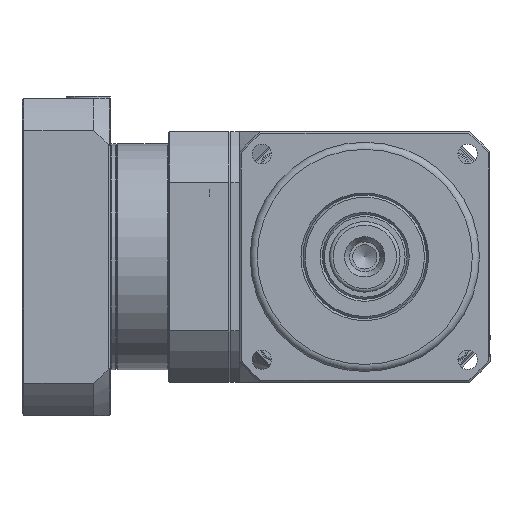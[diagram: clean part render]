
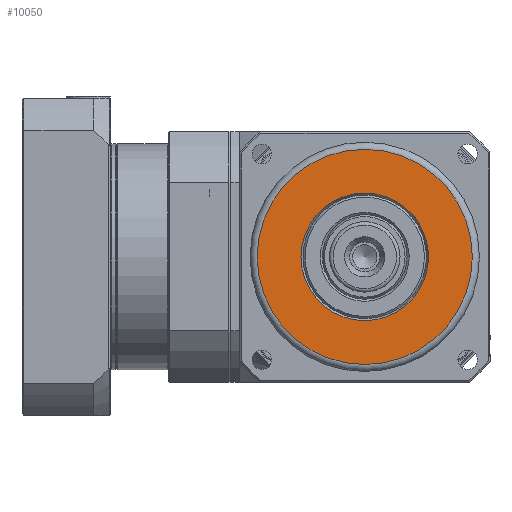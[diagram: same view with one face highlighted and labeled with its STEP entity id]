
A CAD part, left-side view. The second image highlights one B-rep face of the part: STEP entity #10050.
In plain terms, the highlighted planar face has unit normal (-1, 0, 0).
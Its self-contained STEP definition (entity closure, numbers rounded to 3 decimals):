
#1597=PLANE('',#11086);
#1926=FACE_BOUND('',#3273,.T.);
#2434=FACE_OUTER_BOUND('',#3272,.T.);
#3272=EDGE_LOOP('',(#7871));
#3273=EDGE_LOOP('',(#7872));
#4082=CIRCLE('',#11085,61.);
#4083=CIRCLE('',#11087,36.155);
#4839=VERTEX_POINT('',#16765);
#4840=VERTEX_POINT('',#16768);
#5950=EDGE_CURVE('',#4839,#4839,#4082,.T.);
#5951=EDGE_CURVE('',#4840,#4840,#4083,.T.);
#7871=ORIENTED_EDGE('',*,*,#5950,.F.);
#7872=ORIENTED_EDGE('',*,*,#5951,.F.);
#10050=ADVANCED_FACE('',(#2434,#1926),#1597,.F.);
#11085=AXIS2_PLACEMENT_3D('',#16766,#13249,#13250);
#11086=AXIS2_PLACEMENT_3D('',#16767,#13251,#13252);
#11087=AXIS2_PLACEMENT_3D('',#16769,#13253,#13254);
#13249=DIRECTION('center_axis',(1.,0.,0.));
#13250=DIRECTION('ref_axis',(0.,0.,
-1.));
#13251=DIRECTION('center_axis',(1.,0.,0.));
#13252=DIRECTION('ref_axis',(0.,0.,-1.));
#13253=DIRECTION('center_axis',(-1.,0.,0.));
#13254=DIRECTION('ref_axis',(0.,0.,
-1.));
#16765=CARTESIAN_POINT('',(-238.232,50.642,-53.028));
#16766=CARTESIAN_POINT('Origin',(-238.232,50.642,-114.028));
#16767=CARTESIAN_POINT('Origin',(-238.232,50.642,-114.028));
#16768=CARTESIAN_POINT('',(-238.232,50.642,-77.873));
#16769=CARTESIAN_POINT('Origin',(-238.232,50.642,-114.028));
